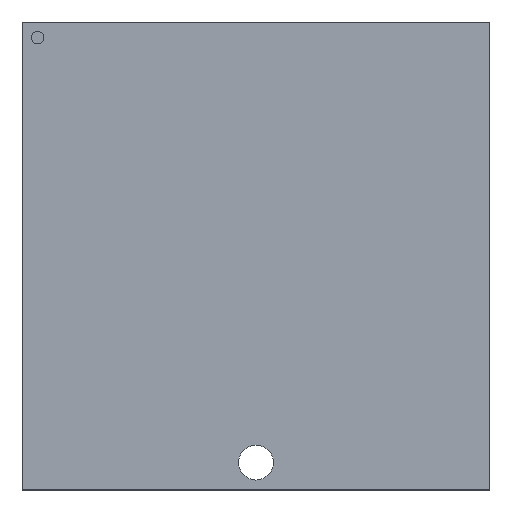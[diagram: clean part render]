
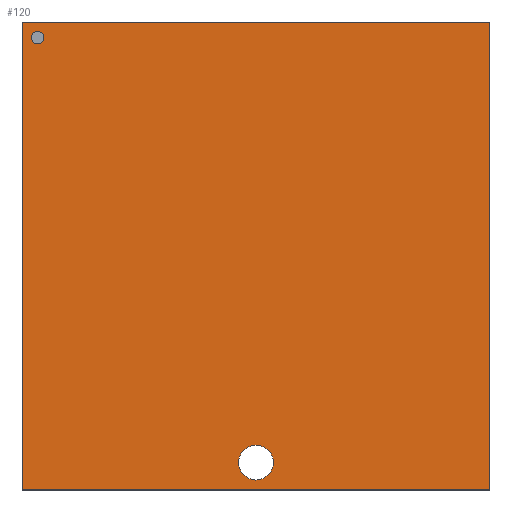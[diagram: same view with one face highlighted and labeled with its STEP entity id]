
A CAD part, top view. The second image highlights one B-rep face of the part: STEP entity #120.
In plain terms, the highlighted planar face has unit normal (0, 0, 1).
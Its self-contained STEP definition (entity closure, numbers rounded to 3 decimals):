
#7 = PLANE ( 'NONE',  #349 ) ;
#9 = FACE_OUTER_BOUND ( 'NONE', #125, .T. ) ;
#14 = CARTESIAN_POINT ( 'NONE',  ( 75., -75., 1. ) ) ;
#22 = CIRCLE ( 'NONE', #24, 2. ) ;
#24 = AXIS2_PLACEMENT_3D ( 'NONE', #248, #201, #251 ) ;
#29 = ORIENTED_EDGE ( 'NONE', *, *, #49, .F. ) ;
#31 = CIRCLE ( 'NONE', #195, 2. ) ;
#32 = DIRECTION ( 'NONE',  ( 0., 1., 0. ) ) ;
#34 = LINE ( 'NONE', #150, #246 ) ;
#38 = CARTESIAN_POINT ( 'NONE',  ( -75., 75., 1. ) ) ;
#42 = CARTESIAN_POINT ( 'NONE',  ( 75., 75., 1. ) ) ;
#46 = ORIENTED_EDGE ( 'NONE', *, *, #90, .F. ) ;
#49 = EDGE_CURVE ( 'NONE', #154, #58, #22, .T. ) ;
#51 = ORIENTED_EDGE ( 'NONE', *, *, #135, .T. ) ;
#53 = VECTOR ( 'NONE', #189, 1000. ) ;
#56 = ORIENTED_EDGE ( 'NONE', *, *, #167, .T. ) ;
#58 = VERTEX_POINT ( 'NONE', #174 ) ;
#64 = DIRECTION ( 'NONE',  ( 0., 0., 1. ) ) ;
#73 = DIRECTION ( 'NONE',  ( 1., 0., 0. ) ) ;
#80 = LINE ( 'NONE', #38, #202 ) ;
#89 = ORIENTED_EDGE ( 'NONE', *, *, #299, .F. ) ;
#90 = EDGE_CURVE ( 'NONE', #310, #203, #339, .T. ) ;
#105 = EDGE_LOOP ( 'NONE', ( #29, #89 ) ) ;
#115 = ORIENTED_EDGE ( 'NONE', *, *, #276, .T. ) ;
#118 = CARTESIAN_POINT ( 'NONE',  ( 0., 0., 1. ) ) ;
#119 = VERTEX_POINT ( 'NONE', #284 ) ;
#120 = ADVANCED_FACE ( 'NONE', ( #321, #234, #9 ), #7, .T. ) ;
#124 = AXIS2_PLACEMENT_3D ( 'NONE', #143, #206, #336 ) ;
#125 = EDGE_LOOP ( 'NONE', ( #56, #115, #51, #352 ) ) ;
#127 = DIRECTION ( 'NONE',  ( 1., 0., 0. ) ) ;
#134 = DIRECTION ( 'NONE',  ( 0., 0., 1. ) ) ;
#135 = EDGE_CURVE ( 'NONE', #119, #231, #80, .T. ) ;
#136 = AXIS2_PLACEMENT_3D ( 'NONE', #208, #64, #338 ) ;
#141 = VECTOR ( 'NONE', #32, 1000. ) ;
#142 = ORIENTED_EDGE ( 'NONE', *, *, #152, .F. ) ;
#143 = CARTESIAN_POINT ( 'NONE',  ( 0., -66.23, 1. ) ) ;
#149 = EDGE_CURVE ( 'NONE', #231, #328, #34, .T. ) ;
#150 = CARTESIAN_POINT ( 'NONE',  ( -75., -75., 1. ) ) ;
#151 = DIRECTION ( 'NONE',  ( 0., -1., 0. ) ) ;
#152 = EDGE_CURVE ( 'NONE', #203, #310, #293, .T. ) ;
#154 = VERTEX_POINT ( 'NONE', #182 ) ;
#155 = CARTESIAN_POINT ( 'NONE',  ( -5.58, -66.23, 1. ) ) ;
#167 = EDGE_CURVE ( 'NONE', #328, #308, #354, .T. ) ;
#174 = CARTESIAN_POINT ( 'NONE',  ( -72., 70., 1. ) ) ;
#182 = CARTESIAN_POINT ( 'NONE',  ( -68., 70., 1. ) ) ;
#183 = CARTESIAN_POINT ( 'NONE',  ( 75., 75., 1. ) ) ;
#189 = DIRECTION ( 'NONE',  ( -1., 0., 0. ) ) ;
#195 = AXIS2_PLACEMENT_3D ( 'NONE', #296, #134, #73 ) ;
#201 = DIRECTION ( 'NONE',  ( 0., 0., 1. ) ) ;
#202 = VECTOR ( 'NONE', #151, 1000. ) ;
#203 = VERTEX_POINT ( 'NONE', #155 ) ;
#206 = DIRECTION ( 'NONE',  ( 0., 0., 1. ) ) ;
#208 = CARTESIAN_POINT ( 'NONE',  ( 0., -66.23, 1. ) ) ;
#231 = VERTEX_POINT ( 'NONE', #290 ) ;
#232 = DIRECTION ( 'NONE',  ( 0., 0., 1. ) ) ;
#234 = FACE_BOUND ( 'NONE', #340, .T. ) ;
#246 = VECTOR ( 'NONE', #127, 1000. ) ;
#248 = CARTESIAN_POINT ( 'NONE',  ( -70., 70., 1. ) ) ;
#251 = DIRECTION ( 'NONE',  ( 1., 0., 0. ) ) ;
#256 = DIRECTION ( 'NONE',  ( 1., 0., 0. ) ) ;
#266 = LINE ( 'NONE', #319, #53 ) ;
#276 = EDGE_CURVE ( 'NONE', #308, #119, #266, .T. ) ;
#284 = CARTESIAN_POINT ( 'NONE',  ( -75., 75., 1. ) ) ;
#290 = CARTESIAN_POINT ( 'NONE',  ( -75., -75., 1. ) ) ;
#293 = CIRCLE ( 'NONE', #136, 5.58 ) ;
#296 = CARTESIAN_POINT ( 'NONE',  ( -70., 70., 1. ) ) ;
#299 = EDGE_CURVE ( 'NONE', #58, #154, #31, .T. ) ;
#308 = VERTEX_POINT ( 'NONE', #42 ) ;
#310 = VERTEX_POINT ( 'NONE', #345 ) ;
#319 = CARTESIAN_POINT ( 'NONE',  ( -75., 75., 1. ) ) ;
#321 = FACE_BOUND ( 'NONE', #105, .T. ) ;
#328 = VERTEX_POINT ( 'NONE', #14 ) ;
#336 = DIRECTION ( 'NONE',  ( 1., 0., 0. ) ) ;
#338 = DIRECTION ( 'NONE',  ( 1., 0., 0. ) ) ;
#339 = CIRCLE ( 'NONE', #124, 5.58 ) ;
#340 = EDGE_LOOP ( 'NONE', ( #46, #142 ) ) ;
#345 = CARTESIAN_POINT ( 'NONE',  ( 5.58, -66.23, 1. ) ) ;
#349 = AXIS2_PLACEMENT_3D ( 'NONE', #118, #232, #256 ) ;
#352 = ORIENTED_EDGE ( 'NONE', *, *, #149, .T. ) ;
#354 = LINE ( 'NONE', #183, #141 ) ;
